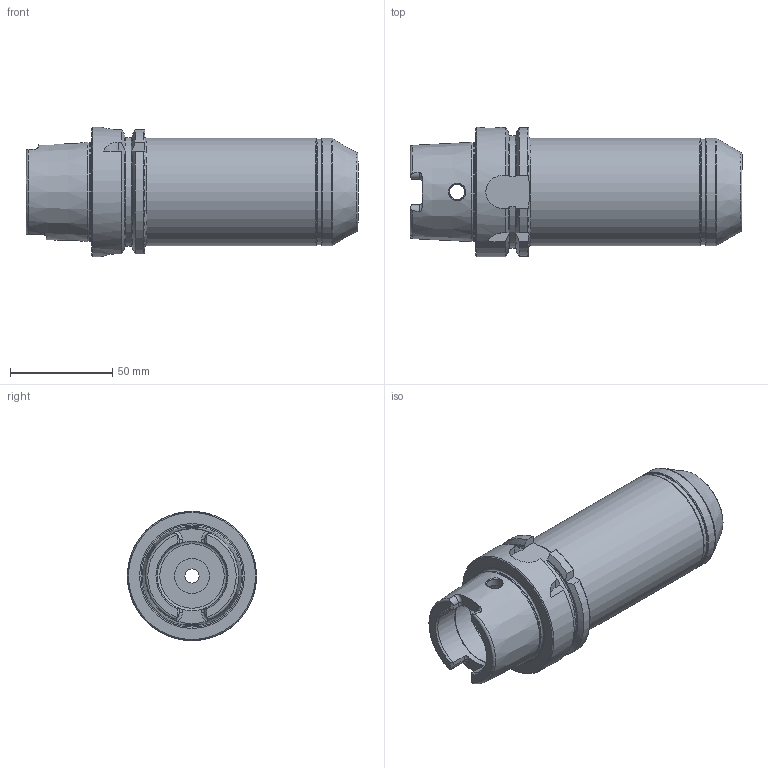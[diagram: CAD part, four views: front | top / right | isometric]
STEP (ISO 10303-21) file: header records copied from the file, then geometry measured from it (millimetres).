
FILE_DESCRIPTION(/* description */ (''),/* implementation_level */ '2;1');
FILE_NAME(/* name */ '357750.stp',/* time_stamp */ '2021-06-30T15:21:14+09:00',/* author */ ('KKK'),/* organization */ (''),/* preprocessor_version */ 'ST-DEVELOPER v18',/* originating_system */ 'Autodesk Inventor 2020',/* authorisation */ '');
FILE_SCHEMA (('AUTOMOTIVE_DESIGN { 1 0 10303 214 3 1 1 }'));
Length unit declared in the file: millimetre
Products named in the file (1): 357750-LO-HSK63A-HC19.05P-5
Bounding box: 162 x 63 x 63 mm (x, y, z)
Volume: 282764.1 mm3; surface area: 42692.7 mm2
Topology: 1 solids, 1 shells, 129 faces, 393 edges, 270 vertices
Faces by surface type: plane 43, cylinder 36, torus 30, cone 18, bspline 2
Full cylindrical faces by diameter (mm): 6.917 x1, 7.5 x2, 10 x1, 14 x1, 16.917 x1, 19 x1, 19.05 x1, 20.5 x1, 34 x2, 40 x1, 48.041 x1, 51.5 x1, 52.5 x2, 63 x1
Entity records: 5290 total; most frequent: CARTESIAN_POINT 1642, ORIENTED_EDGE 790, DIRECTION 781, EDGE_CURVE 395, AXIS2_PLACEMENT_3D 333, VERTEX_POINT 272, CIRCLE 197, EDGE_LOOP 139
